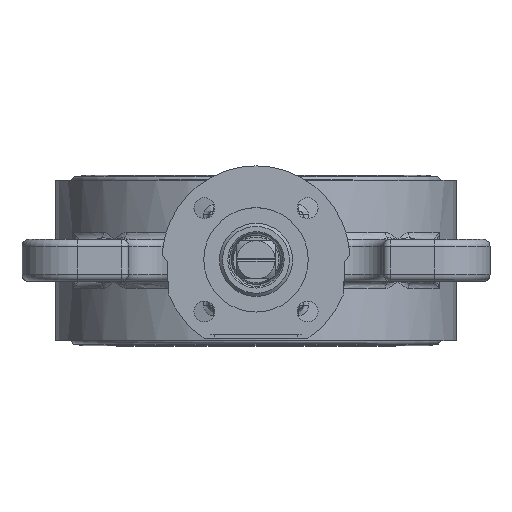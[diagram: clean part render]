
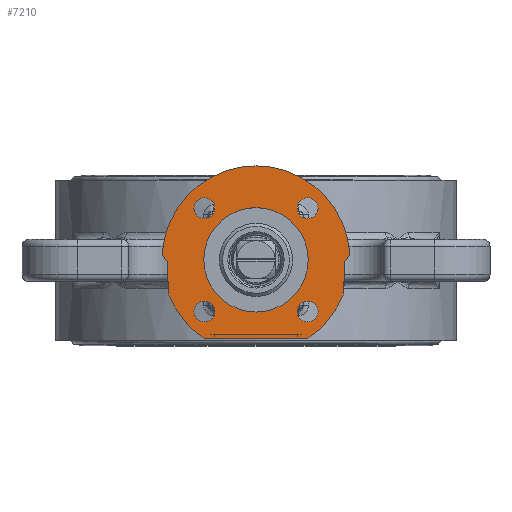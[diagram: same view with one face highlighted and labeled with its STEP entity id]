
A CAD part, top view. The second image highlights one B-rep face of the part: STEP entity #7210.
In plain terms, the highlighted planar face has unit normal (0, 0, 1).
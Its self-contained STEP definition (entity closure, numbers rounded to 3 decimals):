
#6309=CARTESIAN_POINT('',(-17.849,-14.849,134.0));
#6310=VERTEX_POINT('',#6309);
#6311=CARTESIAN_POINT('',(-14.849,-14.849,134.0));
#6312=DIRECTION('',(0.0,0.0,-1.0));
#6313=DIRECTION('',(-1.0,0.0,0.0));
#6314=AXIS2_PLACEMENT_3D('',#6311,#6312,#6313);
#6315=CIRCLE('',#6314,3.0);
#6316=EDGE_CURVE('',#6310,#6310,#6315,.T.);
#6337=CARTESIAN_POINT('',(-14.849,17.849,134.0));
#6338=VERTEX_POINT('',#6337);
#6339=CARTESIAN_POINT('',(-14.849,14.849,134.0));
#6340=DIRECTION('',(0.0,0.0,-1.0));
#6341=DIRECTION('',(0.0,1.0,0.0));
#6342=AXIS2_PLACEMENT_3D('',#6339,#6340,#6341);
#6343=CIRCLE('',#6342,3.0);
#6344=EDGE_CURVE('',#6338,#6338,#6343,.T.);
#6365=CARTESIAN_POINT('',(14.849,-17.849,134.0));
#6366=VERTEX_POINT('',#6365);
#6367=CARTESIAN_POINT('',(14.849,-14.849,134.0));
#6368=DIRECTION('',(0.0,0.0,-1.0));
#6369=DIRECTION('',(0.0,-1.0,0.0));
#6370=AXIS2_PLACEMENT_3D('',#6367,#6368,#6369);
#6371=CIRCLE('',#6370,3.0);
#6372=EDGE_CURVE('',#6366,#6366,#6371,.T.);
#6393=CARTESIAN_POINT('',(17.849,14.849,134.0));
#6394=VERTEX_POINT('',#6393);
#6395=CARTESIAN_POINT('',(14.849,14.849,134.0));
#6396=DIRECTION('',(0.0,0.0,-1.0));
#6397=DIRECTION('',(1.0,0.0,0.0));
#6398=AXIS2_PLACEMENT_3D('',#6395,#6396,#6397);
#6399=CIRCLE('',#6398,3.0);
#6400=EDGE_CURVE('',#6394,#6394,#6399,.T.);
#7062=CARTESIAN_POINT('',(15.0,0.,134.0));
#7063=VERTEX_POINT('',#7062);
#7064=CARTESIAN_POINT('',(0.,0.,134.0));
#7065=DIRECTION('',(0.0,0.0,-1.0));
#7066=DIRECTION('',(1.0,0.0,0.0));
#7067=AXIS2_PLACEMENT_3D('',#7064,#7065,#7066);
#7068=CIRCLE('',#7067,15.0);
#7069=EDGE_CURVE('',#7063,#7063,#7068,.T.);
#7101=CARTESIAN_POINT('',(-67.266,27.001,134.0));
#7102=DIRECTION('',(0.0,0.0,-1.0));
#7103=DIRECTION('',(-1.0,0.0,0.0));
#7104=AXIS2_PLACEMENT_3D('',#7101,#7102,#7103);
#7105=PLANE('',#7104);
#7106=CARTESIAN_POINT('',(-25.461,-1.11,134.0));
#7107=VERTEX_POINT('',#7106);
#7108=CARTESIAN_POINT('',(-26.193,0.368,134.0));
#7109=VERTEX_POINT('',#7108);
#7110=CARTESIAN_POINT('',(-25.461,-1.11,134.));
#7111=CARTESIAN_POINT('',(-25.481,-0.543,134.));
#7112=CARTESIAN_POINT('',(-25.755,0.009,134.));
#7113=CARTESIAN_POINT('',(-26.193,0.368,134.));
#7114=B_SPLINE_CURVE_WITH_KNOTS('',3,(#7110,#7111,#7112,#7113),.UNSPECIFIED.,.F.,.U.,(4,4),(-0.17,0.0),.UNSPECIFIED.);
#7115=EDGE_CURVE('',#7107,#7109,#7114,.T.);
#7116=ORIENTED_EDGE('',*,*,#7115,.F.);
#7117=CARTESIAN_POINT('',(-25.158,-9.803,134.0));
#7118=VERTEX_POINT('',#7117);
#7119=CARTESIAN_POINT('',(-25.158,-9.803,134.0));
#7120=DIRECTION('',(-0.035,0.999,0.0));
#7121=VECTOR('',#7120,8.698);
#7122=LINE('',#7119,#7121);
#7123=EDGE_CURVE('',#7118,#7107,#7122,.T.);
#7124=ORIENTED_EDGE('',*,*,#7123,.F.);
#7125=CARTESIAN_POINT('',(-14.925,-22.5,134.0));
#7126=VERTEX_POINT('',#7125);
#7127=CARTESIAN_POINT('',(0.,0.,134.0));
#7128=DIRECTION('',(0.0,0.0,-1.0));
#7129=DIRECTION('',(-0.932,-0.363,0.0));
#7130=AXIS2_PLACEMENT_3D('',#7127,#7128,#7129);
#7131=CIRCLE('',#7130,27.0);
#7132=EDGE_CURVE('',#7126,#7118,#7131,.T.);
#7133=ORIENTED_EDGE('',*,*,#7132,.F.);
#7134=CARTESIAN_POINT('',(14.925,-22.5,134.0));
#7135=VERTEX_POINT('',#7134);
#7136=CARTESIAN_POINT('',(14.925,-22.5,134.0));
#7137=DIRECTION('',(-1.0,0.0,0.0));
#7138=VECTOR('',#7137,29.85);
#7139=LINE('',#7136,#7138);
#7140=EDGE_CURVE('',#7135,#7126,#7139,.T.);
#7141=ORIENTED_EDGE('',*,*,#7140,.F.);
#7142=CARTESIAN_POINT('',(25.158,-9.803,134.0));
#7143=VERTEX_POINT('',#7142);
#7144=CARTESIAN_POINT('',(0.,0.,134.0));
#7145=DIRECTION('',(0.0,0.0,-1.0));
#7146=DIRECTION('',(0.553,-0.833,0.0));
#7147=AXIS2_PLACEMENT_3D('',#7144,#7145,#7146);
#7148=CIRCLE('',#7147,27.);
#7149=EDGE_CURVE('',#7143,#7135,#7148,.T.);
#7150=ORIENTED_EDGE('',*,*,#7149,.F.);
#7151=CARTESIAN_POINT('',(25.461,-1.11,134.0));
#7152=VERTEX_POINT('',#7151);
#7153=CARTESIAN_POINT('',(25.461,-1.11,134.0));
#7154=DIRECTION('',(-0.035,-0.999,0.0));
#7155=VECTOR('',#7154,8.698);
#7156=LINE('',#7153,#7155);
#7157=EDGE_CURVE('',#7152,#7143,#7156,.T.);
#7158=ORIENTED_EDGE('',*,*,#7157,.F.);
#7159=CARTESIAN_POINT('',(26.193,0.368,134.0));
#7160=VERTEX_POINT('',#7159);
#7161=CARTESIAN_POINT('',(26.193,0.368,134.0));
#7162=CARTESIAN_POINT('',(25.755,0.009,134.0));
#7163=CARTESIAN_POINT('',(25.481,-0.543,134.0));
#7164=CARTESIAN_POINT('',(25.461,-1.11,134.0));
#7165=B_SPLINE_CURVE_WITH_KNOTS('',3,(#7161,#7162,#7163,#7164),.UNSPECIFIED.,.F.,.U.,(4,4),(-0.17,0.0),.UNSPECIFIED.);
#7166=EDGE_CURVE('',#7160,#7152,#7165,.T.);
#7167=ORIENTED_EDGE('',*,*,#7166,.F.);
#7168=CARTESIAN_POINT('',(26.921,2.069,134.0));
#7169=VERTEX_POINT('',#7168);
#7170=CARTESIAN_POINT('',(26.921,2.069,134.0));
#7171=CARTESIAN_POINT('',(26.97,1.43,134.0));
#7172=CARTESIAN_POINT('',(26.689,0.774,134.0));
#7173=CARTESIAN_POINT('',(26.193,0.368,134.0));
#7174=B_SPLINE_CURVE_WITH_KNOTS('',3,(#7170,#7171,#7172,#7173),.UNSPECIFIED.,.F.,.U.,(4,4),(-0.193,0.),.UNSPECIFIED.);
#7175=EDGE_CURVE('',#7169,#7160,#7174,.T.);
#7176=ORIENTED_EDGE('',*,*,#7175,.F.);
#7177=CARTESIAN_POINT('',(-26.921,2.069,134.0));
#7178=VERTEX_POINT('',#7177);
#7179=CARTESIAN_POINT('',(0.,0.,134.0));
#7180=DIRECTION('',(0.0,0.0,-1.0));
#7181=DIRECTION('',(1.0,0.0,0.0));
#7182=AXIS2_PLACEMENT_3D('',#7179,#7180,#7181);
#7183=CIRCLE('',#7182,27.0);
#7184=EDGE_CURVE('',#7178,#7169,#7183,.T.);
#7185=ORIENTED_EDGE('',*,*,#7184,.F.);
#7186=CARTESIAN_POINT('',(-26.193,0.368,134.0));
#7187=CARTESIAN_POINT('',(-26.689,0.774,134.0));
#7188=CARTESIAN_POINT('',(-26.97,1.43,134.0));
#7189=CARTESIAN_POINT('',(-26.921,2.069,134.0));
#7190=B_SPLINE_CURVE_WITH_KNOTS('',3,(#7186,#7187,#7188,#7189),.UNSPECIFIED.,.F.,.U.,(4,4),(-0.193,0.),.UNSPECIFIED.);
#7191=EDGE_CURVE('',#7109,#7178,#7190,.T.);
#7192=ORIENTED_EDGE('',*,*,#7191,.F.);
#7193=EDGE_LOOP('',(#7116,#7124,#7133,#7141,#7150,#7158,#7167,#7176,#7185,#7192));
#7194=FACE_OUTER_BOUND('',#7193,.T.);
#7195=ORIENTED_EDGE('',*,*,#6316,.T.);
#7196=EDGE_LOOP('',(#7195));
#7197=FACE_BOUND('',#7196,.T.);
#7198=ORIENTED_EDGE('',*,*,#6344,.T.);
#7199=EDGE_LOOP('',(#7198));
#7200=FACE_BOUND('',#7199,.T.);
#7201=ORIENTED_EDGE('',*,*,#6372,.T.);
#7202=EDGE_LOOP('',(#7201));
#7203=FACE_BOUND('',#7202,.T.);
#7204=ORIENTED_EDGE('',*,*,#6400,.T.);
#7205=EDGE_LOOP('',(#7204));
#7206=FACE_BOUND('',#7205,.T.);
#7207=ORIENTED_EDGE('',*,*,#7069,.T.);
#7208=EDGE_LOOP('',(#7207));
#7209=FACE_BOUND('',#7208,.T.);
#7210=ADVANCED_FACE('',(#7194,#7197,#7200,#7203,#7206,#7209),#7105,.F.);
